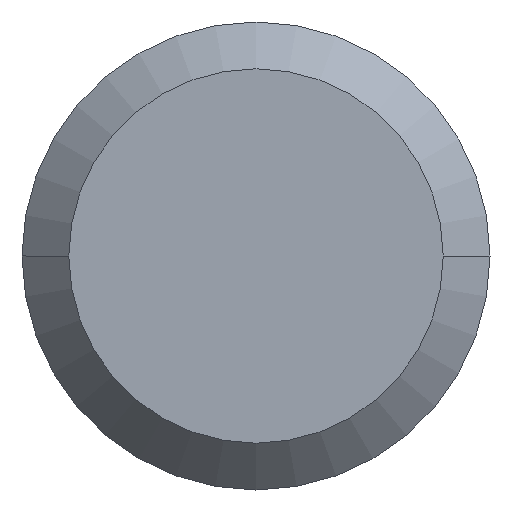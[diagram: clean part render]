
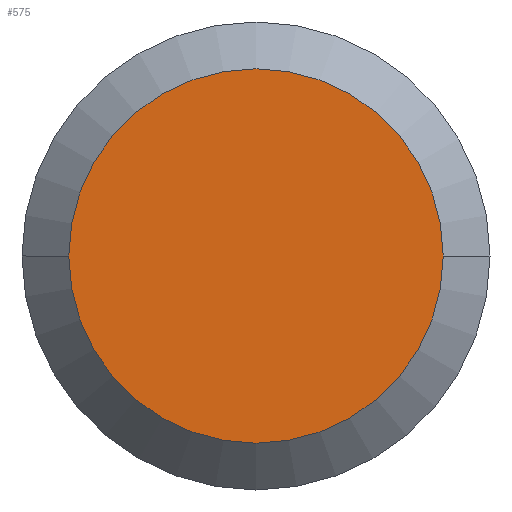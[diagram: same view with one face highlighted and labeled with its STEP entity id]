
A CAD part, front view. The second image highlights one B-rep face of the part: STEP entity #575.
In plain terms, the highlighted planar face has unit normal (0, -1, 0).
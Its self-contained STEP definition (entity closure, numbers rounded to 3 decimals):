
#552=CARTESIAN_POINT('Axis2P3D Location',(0.,-23.6,0.)) ;
#557=CARTESIAN_POINT('Axis2P3D Location',(0.,-23.6,0.)) ;
#561=CARTESIAN_POINT('Vertex',(-4.,-23.6,0.)) ;
#563=CARTESIAN_POINT('Vertex',(4.,-23.6,0.)) ;
#566=CARTESIAN_POINT('Axis2P3D Location',(0.,-23.6,0.)) ;
#553=DIRECTION('Axis2P3D Direction',(0.,-1.,0.)) ;
#554=DIRECTION('Axis2P3D XDirection',(1.,0.,-0.)) ;
#558=DIRECTION('Axis2P3D Direction',(0.,-1.,0.)) ;
#567=DIRECTION('Axis2P3D Direction',(0.,-1.,0.)) ;
#555=AXIS2_PLACEMENT_3D('Plane Axis2P3D',#552,#553,#554) ;
#559=AXIS2_PLACEMENT_3D('Circle Axis2P3D',#557,#558,$) ;
#568=AXIS2_PLACEMENT_3D('Circle Axis2P3D',#566,#567,$) ;
#572=ORIENTED_EDGE('',*,*,#565,.T.) ;
#573=ORIENTED_EDGE('',*,*,#570,.T.) ;
#575=ADVANCED_FACE('Corps principal',(#574),#556,.T.) ;
#560=CIRCLE('generated circle',#559,4.) ;
#569=CIRCLE('generated circle',#568,4.) ;
#565=EDGE_CURVE('',#562,#564,#560,.T.) ;
#570=EDGE_CURVE('',#564,#562,#569,.T.) ;
#571=EDGE_LOOP('',(#572,#573)) ;
#574=FACE_OUTER_BOUND('',#571,.T.) ;
#556=PLANE('',#555) ;
#562=VERTEX_POINT('',#561) ;
#564=VERTEX_POINT('',#563) ;
